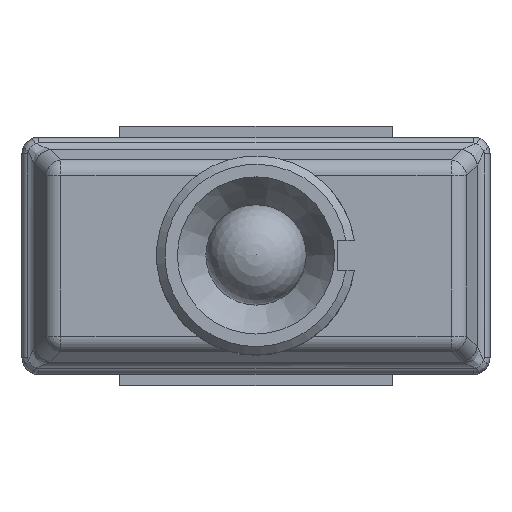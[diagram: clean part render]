
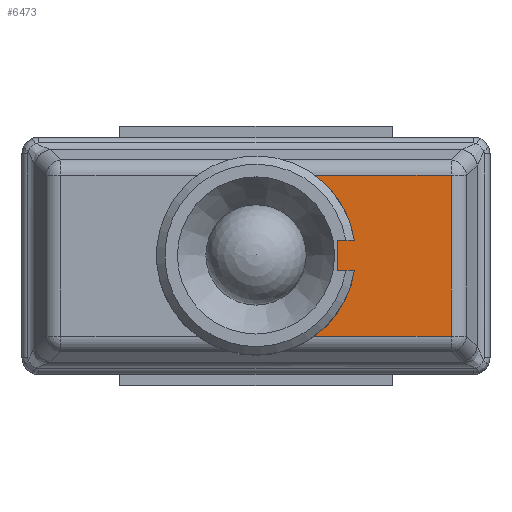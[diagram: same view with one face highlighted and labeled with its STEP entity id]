
A CAD part, top view. The second image highlights one B-rep face of the part: STEP entity #6473.
In plain terms, the highlighted planar face has unit normal (0, 0, 1).
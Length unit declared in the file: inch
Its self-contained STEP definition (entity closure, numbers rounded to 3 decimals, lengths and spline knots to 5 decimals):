
#305=PLANE('',#7038);
#659=LINE('',#10426,#1194);
#660=LINE('',#10428,#1195);
#661=LINE('',#10430,#1196);
#662=LINE('',#10434,#1197);
#663=LINE('',#10436,#1198);
#664=LINE('',#10437,#1199);
#1194=VECTOR('',#8340,0.3937);
#1195=VECTOR('',#8341,0.3937);
#1196=VECTOR('',#8342,0.3937);
#1197=VECTOR('',#8345,0.3937);
#1198=VECTOR('',#8346,0.3937);
#1199=VECTOR('',#8347,0.3937);
#1726=FACE_OUTER_BOUND('',#2139,.T.);
#2139=EDGE_LOOP('',(#5135,#5136,#5137,#5138,#5139,#5140,#5141,#5142));
#2534=CIRCLE('',#7039,0.23438);
#2535=CIRCLE('',#7040,0.23438);
#3054=VERTEX_POINT('',#10422);
#3055=VERTEX_POINT('',#10423);
#3056=VERTEX_POINT('',#10425);
#3057=VERTEX_POINT('',#10427);
#3058=VERTEX_POINT('',#10429);
#3059=VERTEX_POINT('',#10431);
#3060=VERTEX_POINT('',#10433);
#3061=VERTEX_POINT('',#10435);
#3790=EDGE_CURVE('',#3054,#3055,#2534,.T.);
#3791=EDGE_CURVE('',#3056,#3055,#659,.T.);
#3792=EDGE_CURVE('',#3057,#3056,#660,.T.);
#3793=EDGE_CURVE('',#3058,#3057,#661,.T.);
#3794=EDGE_CURVE('',#3058,#3059,#2535,.T.);
#3795=EDGE_CURVE('',#3059,#3060,#662,.T.);
#3796=EDGE_CURVE('',#3060,#3061,#663,.T.);
#3797=EDGE_CURVE('',#3061,#3054,#664,.T.);
#5135=ORIENTED_EDGE('',*,*,#3790,.T.);
#5136=ORIENTED_EDGE('',*,*,#3791,.F.);
#5137=ORIENTED_EDGE('',*,*,#3792,.F.);
#5138=ORIENTED_EDGE('',*,*,#3793,.F.);
#5139=ORIENTED_EDGE('',*,*,#3794,.T.);
#5140=ORIENTED_EDGE('',*,*,#3795,.T.);
#5141=ORIENTED_EDGE('',*,*,#3796,.T.);
#5142=ORIENTED_EDGE('',*,*,#3797,.T.);
#6473=ADVANCED_FACE('',(#1726),#305,.T.);
#7038=AXIS2_PLACEMENT_3D('',#10421,#8336,#8337);
#7039=AXIS2_PLACEMENT_3D('',#10424,#8338,#8339);
#7040=AXIS2_PLACEMENT_3D('',#10432,#8343,#8344);
#8336=DIRECTION('center_axis',(0.,0.,
1.));
#8337=DIRECTION('ref_axis',(1.,0.,0.));
#8338=DIRECTION('center_axis',(0.,0.,
-1.));
#8339=DIRECTION('ref_axis',(-1.,0.,0.));
#8340=DIRECTION('',(-1.,0.,0.));
#8341=DIRECTION('',(0.,-1.,0.));
#8342=DIRECTION('',(1.,0.,0.));
#8343=DIRECTION('center_axis',(0.,0.,
-1.));
#8344=DIRECTION('ref_axis',(-1.,0.,0.));
#8345=DIRECTION('',(-1.,0.,0.));
#8346=DIRECTION('',(0.,-1.,0.));
#8347=DIRECTION('',(1.,0.,0.));
#10421=CARTESIAN_POINT('Origin',(0.,0.,
0.18504));
#10422=CARTESIAN_POINT('',(0.23168,-0.03543,0.18504));
#10423=CARTESIAN_POINT('',(0.1378,-0.18958,0.18504));
#10424=CARTESIAN_POINT('Origin',(0.,0.,0.18504));
#10425=CARTESIAN_POINT('',(0.45972,-0.18958,0.18504));
#10426=CARTESIAN_POINT('',(-0.13189,-0.18958,0.18504));
#10427=CARTESIAN_POINT('',(0.45972,0.18958,0.18504));
#10428=CARTESIAN_POINT('',(0.45972,-0.06398,0.18504));
#10429=CARTESIAN_POINT('',(0.1378,0.18958,0.18504));
#10430=CARTESIAN_POINT('',(0.13189,0.18958,0.18504));
#10431=CARTESIAN_POINT('',(0.23168,0.03543,0.18504));
#10432=CARTESIAN_POINT('Origin',(0.,0.,0.18504));
#10433=CARTESIAN_POINT('',(0.19082,0.03543,0.18504));
#10434=CARTESIAN_POINT('',(0.11584,0.03543,0.18504));
#10435=CARTESIAN_POINT('',(0.19082,-0.03543,0.18504));
#10436=CARTESIAN_POINT('',(0.19082,0.01772,0.18504));
#10437=CARTESIAN_POINT('',(0.09541,-0.03543,0.18504));
